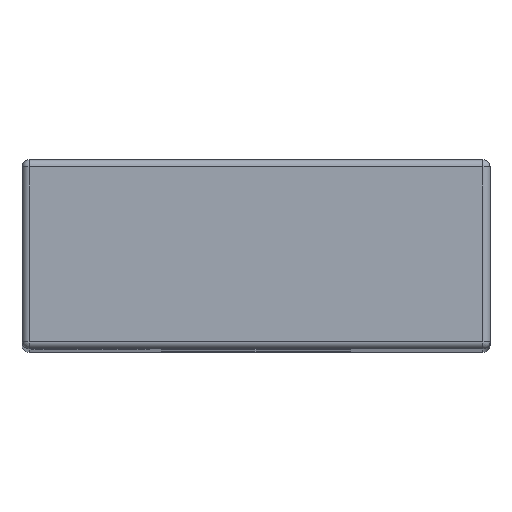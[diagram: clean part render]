
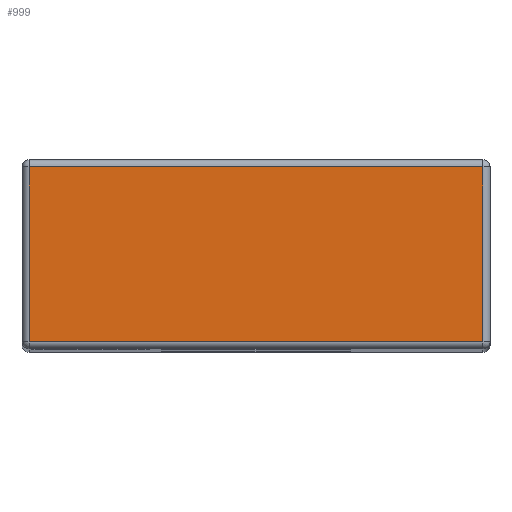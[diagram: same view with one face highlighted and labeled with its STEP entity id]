
A CAD part, top view. The second image highlights one B-rep face of the part: STEP entity #999.
In plain terms, the highlighted planar face has unit normal (0, 0, 1).
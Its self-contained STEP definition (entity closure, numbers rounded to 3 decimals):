
#558=CARTESIAN_POINT('',(-48.,38.5,199.));
#559=VERTEX_POINT('',#558);
#617=CARTESIAN_POINT('',(48.0,38.5,199.));
#618=VERTEX_POINT('',#617);
#692=CARTESIAN_POINT('',(-48.,1.5,199.));
#693=VERTEX_POINT('',#692);
#718=CARTESIAN_POINT('',(48.0,1.5,199.));
#719=VERTEX_POINT('',#718);
#752=CARTESIAN_POINT('',(48.0,1.5,199.));
#753=DIRECTION('',(-1.0,0.0,0.0));
#754=VECTOR('',#753,96.0);
#755=LINE('',#752,#754);
#756=EDGE_CURVE('',#719,#693,#755,.T.);
#791=CARTESIAN_POINT('',(48.0,38.5,199.));
#792=DIRECTION('',(0.0,-1.0,0.0));
#793=VECTOR('',#792,37.);
#794=LINE('',#791,#793);
#795=EDGE_CURVE('',#618,#719,#794,.T.);
#830=CARTESIAN_POINT('',(-48.,1.5,199.));
#831=DIRECTION('',(0.0,1.0,0.0));
#832=VECTOR('',#831,37.);
#833=LINE('',#830,#832);
#834=EDGE_CURVE('',#693,#559,#833,.T.);
#913=CARTESIAN_POINT('',(-48.,38.5,199.));
#914=DIRECTION('',(1.0,0.0,0.0));
#915=VECTOR('',#914,96.0);
#916=LINE('',#913,#915);
#917=EDGE_CURVE('',#559,#618,#916,.T.);
#988=CARTESIAN_POINT('',(0.,20.0,199.));
#989=DIRECTION('',(0.0,0.0,1.0));
#990=DIRECTION('',(1.0,0.0,0.0));
#991=AXIS2_PLACEMENT_3D('',#988,#989,#990);
#992=PLANE('',#991);
#993=ORIENTED_EDGE('',*,*,#756,.F.);
#994=ORIENTED_EDGE('',*,*,#795,.F.);
#995=ORIENTED_EDGE('',*,*,#917,.F.);
#996=ORIENTED_EDGE('',*,*,#834,.F.);
#997=EDGE_LOOP('',(#993,#994,#995,#996));
#998=FACE_OUTER_BOUND('',#997,.T.);
#999=ADVANCED_FACE('',(#998),#992,.T.);
